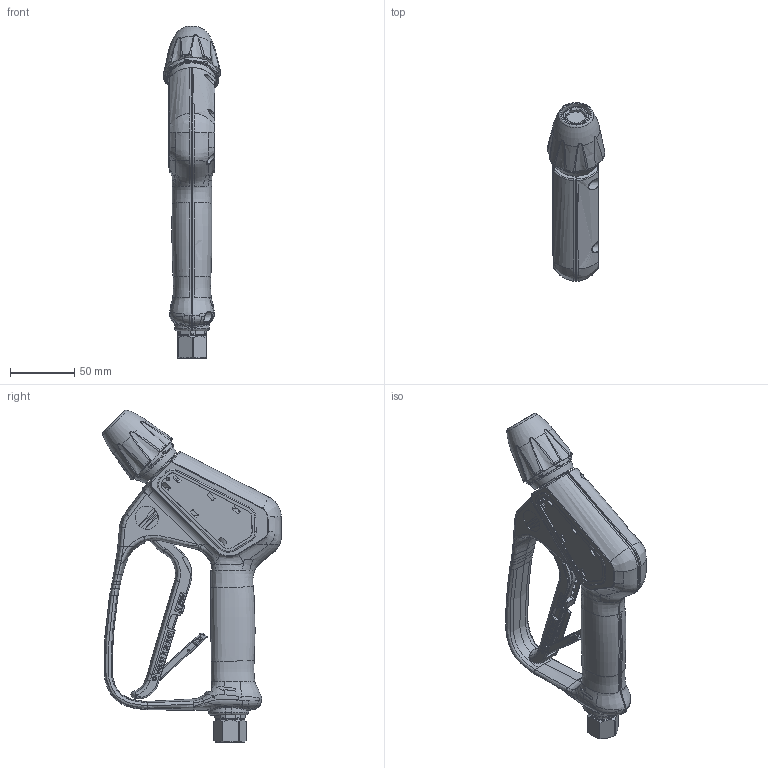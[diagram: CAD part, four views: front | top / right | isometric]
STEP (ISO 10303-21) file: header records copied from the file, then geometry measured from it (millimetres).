
FILE_DESCRIPTION(/* description */ ('Unknown'),/* implementation_level */ '2;1');
FILE_NAME(/* name */ '202600549_Pistole_ST-2600_07_06_2023',/* time_stamp */ '2023-06-07T16:52:50+02:00',/* author */ ('Unknown'),/* organization */ ('Unknown'),/* preprocessor_version */ 'ST-DEVELOPER v18.102',/* originating_system */ 'Solid Edge',/* authorisation */ 'Unknown');
FILE_SCHEMA (('AUTOMOTIVE_DESIGN {1 0 10303 214 3 1 1}'));
Products named in the file (1): Part2
Bounding box: 44.93 x 138.62 x 257.59 mm (x, y, z)
Volume: 251855.1 mm3; surface area: 125232.5 mm2
Topology: 3 solids, 3 shells, 4964 faces, 13327 edges, 8635 vertices
Faces by surface type: plane 2406, cylinder 1171, bspline 1084, torus 129, cone 124, sphere 50
Full cylindrical faces by diameter (mm): 3 x5, 3.1 x2, 3.5 x5, 4 x3, 4.1 x2, 6 x1, 6.163 x2, 6.9 x8, 10 x1, 11.928 x4, 15.33 x1, 18 x2, 19 x1, 19.8 x1, 21 x1, 23 x1
Entity records: 244573 total; most frequent: CARTESIAN_POINT 131740, ORIENTED_EDGE 26100, DIRECTION 18804, EDGE_CURVE 13050, VERTEX_POINT 8580, AXIS2_PLACEMENT_3D 6683, EDGE_LOOP 5496, FACE_BOUND 5496
